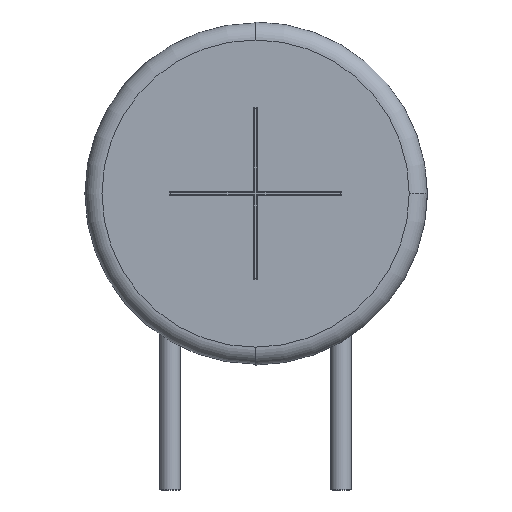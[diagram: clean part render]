
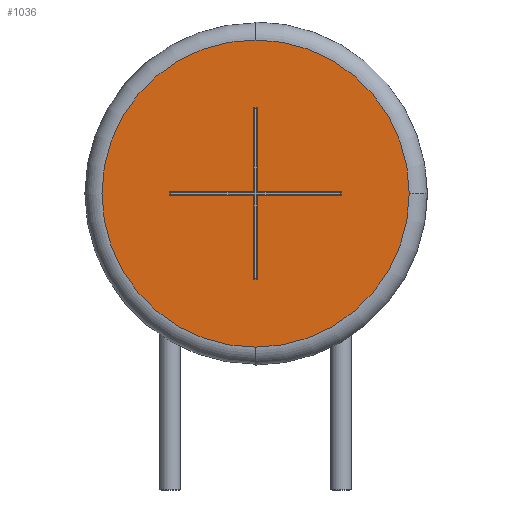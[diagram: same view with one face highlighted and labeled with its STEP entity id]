
A CAD part, left-side view. The second image highlights one B-rep face of the part: STEP entity #1036.
In plain terms, the highlighted planar face has unit normal (-1, 0, 0).
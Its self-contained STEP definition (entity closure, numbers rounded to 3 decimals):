
#722 = VERTEX_POINT('',#723);
#723 = CARTESIAN_POINT('',(-17.65,-4.5,5.2));
#730 = EDGE_CURVE('',#731,#722,#733,.T.);
#731 = VERTEX_POINT('',#732);
#732 = CARTESIAN_POINT('',(-17.65,0.,0.7));
#733 = CIRCLE('',#734,4.5);
#734 = AXIS2_PLACEMENT_3D('',#735,#736,#737);
#735 = CARTESIAN_POINT('',(-17.65,0.,5.2));
#736 = DIRECTION('',(-1.,0.,0.));
#737 = DIRECTION('',(0.,-1.,0.));
#1014 = EDGE_CURVE('',#1015,#731,#1017,.T.);
#1015 = VERTEX_POINT('',#1016);
#1016 = CARTESIAN_POINT('',(-17.65,0.,9.7));
#1017 = CIRCLE('',#1018,4.5);
#1018 = AXIS2_PLACEMENT_3D('',#1019,#1020,#1021);
#1019 = CARTESIAN_POINT('',(-17.65,0.,5.2));
#1020 = DIRECTION('',(-1.,0.,0.));
#1021 = DIRECTION('',(0.,-1.,0.));
#1036 = ADVANCED_FACE('',(#1037,#1135),#1146,.T.);
#1037 = FACE_BOUND('',#1038,.T.);
#1038 = EDGE_LOOP('',(#1039,#1049,#1057,#1065,#1073,#1081,#1089,#1097,
    #1105,#1113,#1121,#1129));
#1039 = ORIENTED_EDGE('',*,*,#1040,.T.);
#1040 = EDGE_CURVE('',#1041,#1043,#1045,.T.);
#1041 = VERTEX_POINT('',#1042);
#1042 = CARTESIAN_POINT('',(-17.65,-2.507,5.257));
#1043 = VERTEX_POINT('',#1044);
#1044 = CARTESIAN_POINT('',(-17.65,-2.507,5.143));
#1045 = LINE('',#1046,#1047);
#1046 = CARTESIAN_POINT('',(-17.65,-2.507,5.15));
#1047 = VECTOR('',#1048,1.);
#1048 = DIRECTION('',(0.,-0.,-1.));
#1049 = ORIENTED_EDGE('',*,*,#1050,.T.);
#1050 = EDGE_CURVE('',#1043,#1051,#1053,.T.);
#1051 = VERTEX_POINT('',#1052);
#1052 = CARTESIAN_POINT('',(-17.65,-0.057,5.143));
#1053 = LINE('',#1054,#1055);
#1054 = CARTESIAN_POINT('',(-17.65,-0.05,5.143));
#1055 = VECTOR('',#1056,1.);
#1056 = DIRECTION('',(0.,1.,0.));
#1057 = ORIENTED_EDGE('',*,*,#1058,.T.);
#1058 = EDGE_CURVE('',#1051,#1059,#1061,.T.);
#1059 = VERTEX_POINT('',#1060);
#1060 = CARTESIAN_POINT('',(-17.65,-0.057,2.693));
#1061 = LINE('',#1062,#1063);
#1062 = CARTESIAN_POINT('',(-17.65,-0.057,2.7));
#1063 = VECTOR('',#1064,1.);
#1064 = DIRECTION('',(0.,0.,-1.));
#1065 = ORIENTED_EDGE('',*,*,#1066,.T.);
#1066 = EDGE_CURVE('',#1059,#1067,#1069,.T.);
#1067 = VERTEX_POINT('',#1068);
#1068 = CARTESIAN_POINT('',(-17.65,0.057,2.693));
#1069 = LINE('',#1070,#1071);
#1070 = CARTESIAN_POINT('',(-17.65,0.05,2.693));
#1071 = VECTOR('',#1072,1.);
#1072 = DIRECTION('',(0.,1.,0.));
#1073 = ORIENTED_EDGE('',*,*,#1074,.T.);
#1074 = EDGE_CURVE('',#1067,#1075,#1077,.T.);
#1075 = VERTEX_POINT('',#1076);
#1076 = CARTESIAN_POINT('',(-17.65,0.057,5.143));
#1077 = LINE('',#1078,#1079);
#1078 = CARTESIAN_POINT('',(-17.65,0.057,5.15));
#1079 = VECTOR('',#1080,1.);
#1080 = DIRECTION('',(0.,0.,1.));
#1081 = ORIENTED_EDGE('',*,*,#1082,.T.);
#1082 = EDGE_CURVE('',#1075,#1083,#1085,.T.);
#1083 = VERTEX_POINT('',#1084);
#1084 = CARTESIAN_POINT('',(-17.65,2.507,5.143));
#1085 = LINE('',#1086,#1087);
#1086 = CARTESIAN_POINT('',(-17.65,2.5,5.143));
#1087 = VECTOR('',#1088,1.);
#1088 = DIRECTION('',(0.,1.,0.));
#1089 = ORIENTED_EDGE('',*,*,#1090,.T.);
#1090 = EDGE_CURVE('',#1083,#1091,#1093,.T.);
#1091 = VERTEX_POINT('',#1092);
#1092 = CARTESIAN_POINT('',(-17.65,2.507,5.257));
#1093 = LINE('',#1094,#1095);
#1094 = CARTESIAN_POINT('',(-17.65,2.507,5.25));
#1095 = VECTOR('',#1096,1.);
#1096 = DIRECTION('',(0.,0.,1.));
#1097 = ORIENTED_EDGE('',*,*,#1098,.T.);
#1098 = EDGE_CURVE('',#1091,#1099,#1101,.T.);
#1099 = VERTEX_POINT('',#1100);
#1100 = CARTESIAN_POINT('',(-17.65,0.057,5.257));
#1101 = LINE('',#1102,#1103);
#1102 = CARTESIAN_POINT('',(-17.65,0.05,5.257));
#1103 = VECTOR('',#1104,1.);
#1104 = DIRECTION('',(0.,-1.,0.));
#1105 = ORIENTED_EDGE('',*,*,#1106,.T.);
#1106 = EDGE_CURVE('',#1099,#1107,#1109,.T.);
#1107 = VERTEX_POINT('',#1108);
#1108 = CARTESIAN_POINT('',(-17.65,0.057,7.707));
#1109 = LINE('',#1110,#1111);
#1110 = CARTESIAN_POINT('',(-17.65,0.057,7.7));
#1111 = VECTOR('',#1112,1.);
#1112 = DIRECTION('',(0.,0.,1.));
#1113 = ORIENTED_EDGE('',*,*,#1114,.T.);
#1114 = EDGE_CURVE('',#1107,#1115,#1117,.T.);
#1115 = VERTEX_POINT('',#1116);
#1116 = CARTESIAN_POINT('',(-17.65,-0.057,7.707));
#1117 = LINE('',#1118,#1119);
#1118 = CARTESIAN_POINT('',(-17.65,-0.05,7.707));
#1119 = VECTOR('',#1120,1.);
#1120 = DIRECTION('',(0.,-1.,-0.));
#1121 = ORIENTED_EDGE('',*,*,#1122,.T.);
#1122 = EDGE_CURVE('',#1115,#1123,#1125,.T.);
#1123 = VERTEX_POINT('',#1124);
#1124 = CARTESIAN_POINT('',(-17.65,-0.057,5.257));
#1125 = LINE('',#1126,#1127);
#1126 = CARTESIAN_POINT('',(-17.65,-0.057,5.25));
#1127 = VECTOR('',#1128,1.);
#1128 = DIRECTION('',(0.,0.,-1.));
#1129 = ORIENTED_EDGE('',*,*,#1130,.T.);
#1130 = EDGE_CURVE('',#1123,#1041,#1131,.T.);
#1131 = LINE('',#1132,#1133);
#1132 = CARTESIAN_POINT('',(-17.65,-2.5,5.257));
#1133 = VECTOR('',#1134,1.);
#1134 = DIRECTION('',(0.,-1.,0.));
#1135 = FACE_BOUND('',#1136,.T.);
#1136 = EDGE_LOOP('',(#1137,#1138,#1139));
#1137 = ORIENTED_EDGE('',*,*,#1014,.T.);
#1138 = ORIENTED_EDGE('',*,*,#730,.T.);
#1139 = ORIENTED_EDGE('',*,*,#1140,.T.);
#1140 = EDGE_CURVE('',#722,#1015,#1141,.T.);
#1141 = CIRCLE('',#1142,4.5);
#1142 = AXIS2_PLACEMENT_3D('',#1143,#1144,#1145);
#1143 = CARTESIAN_POINT('',(-17.65,0.,5.2));
#1144 = DIRECTION('',(-1.,0.,0.));
#1145 = DIRECTION('',(0.,-1.,0.));
#1146 = PLANE('',#1147);
#1147 = AXIS2_PLACEMENT_3D('',#1148,#1149,#1150);
#1148 = CARTESIAN_POINT('',(-17.65,-4.5,5.2));
#1149 = DIRECTION('',(-1.,0.,0.));
#1150 = DIRECTION('',(0.,-1.,0.));
